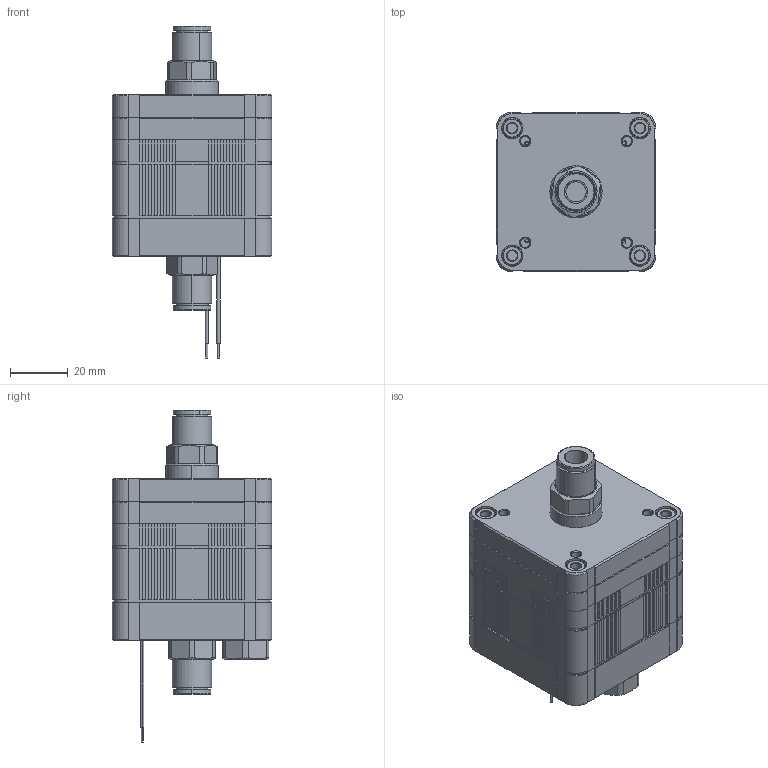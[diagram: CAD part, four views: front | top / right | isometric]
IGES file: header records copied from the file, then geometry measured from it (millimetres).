
Start section: SolidWorks IGES file using analytic representation for surfaces
Global section: file name: E-V-180268.IGS; native system: SolidWorks 2017; preprocessor: SolidWorks 2017; author: WTsang; date: 180510.153211; units: millimetre
Bounding box: 55 x 55 x 114.5 mm (x, y, z)
Surface area: 62461.7 mm2 (no closed solid volume)
Topology: 0 solids, 0 shells, 1497 faces, 18468 edges, 18426 vertices
Faces by surface type: bspline 870, revolution 627
